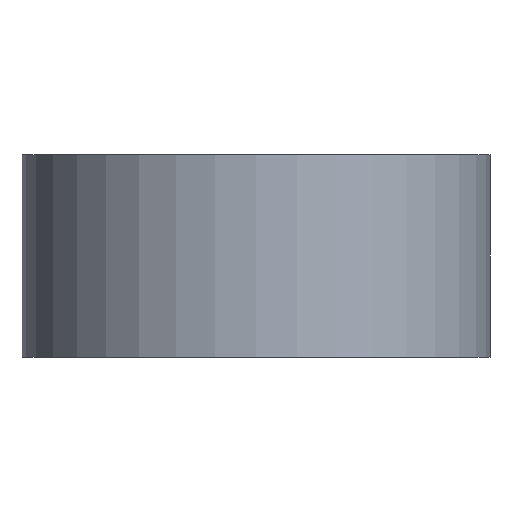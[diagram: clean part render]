
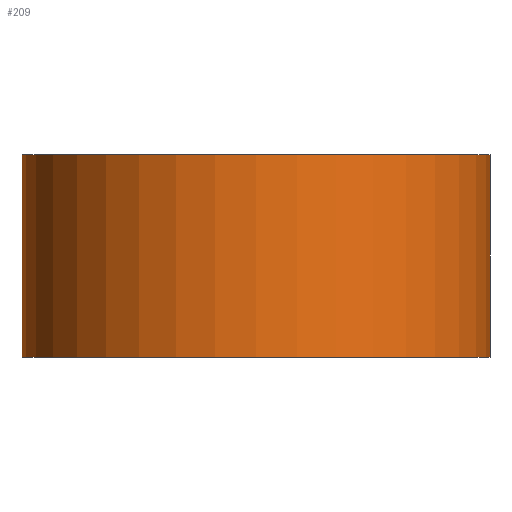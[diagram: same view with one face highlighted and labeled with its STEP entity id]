
A CAD part, front view. The second image highlights one B-rep face of the part: STEP entity #209.
In plain terms, the highlighted cylindrical face has radius 15 mm (diameter 30 mm), a partial arc.
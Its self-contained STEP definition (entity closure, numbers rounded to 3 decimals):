
#8 = VERTEX_POINT ( 'NONE', #173 ) ;
#10 = DIRECTION ( 'NONE',  ( 0., 0., -1. ) ) ;
#12 = FACE_OUTER_BOUND ( 'NONE', #107, .T. ) ;
#18 = LINE ( 'NONE', #132, #119 ) ;
#19 = CARTESIAN_POINT ( 'NONE',  ( -15., 0., 13. ) ) ;
#22 = VERTEX_POINT ( 'NONE', #140 ) ;
#26 = VECTOR ( 'NONE', #10, 1000. ) ;
#35 = DIRECTION ( 'NONE',  ( 1., 0., 0. ) ) ;
#36 = EDGE_CURVE ( 'NONE', #8, #121, #156, .T. ) ;
#37 = VERTEX_POINT ( 'NONE', #70 ) ;
#47 = CARTESIAN_POINT ( 'NONE',  ( 0., 0., 0. ) ) ;
#66 = CARTESIAN_POINT ( 'NONE',  ( -15., 0., 0. ) ) ;
#70 = CARTESIAN_POINT ( 'NONE',  ( 15., 0., 13. ) ) ;
#76 = DIRECTION ( 'NONE',  ( 0., 0., -1. ) ) ;
#77 = AXIS2_PLACEMENT_3D ( 'NONE', #197, #164, #150 ) ;
#78 = CYLINDRICAL_SURFACE ( 'NONE', #77, 15. ) ;
#84 = EDGE_CURVE ( 'NONE', #8, #37, #95, .T. ) ;
#95 = CIRCLE ( 'NONE', #193, 15. ) ;
#101 = ORIENTED_EDGE ( 'NONE', *, *, #36, .T. ) ;
#107 = EDGE_LOOP ( 'NONE', ( #200, #114, #101, #167 ) ) ;
#114 = ORIENTED_EDGE ( 'NONE', *, *, #84, .F. ) ;
#117 = DIRECTION ( 'NONE',  ( 0., 0., 1. ) ) ;
#119 = VECTOR ( 'NONE', #76, 1000. ) ;
#121 = VERTEX_POINT ( 'NONE', #66 ) ;
#125 = DIRECTION ( 'NONE',  ( 1., 0., 0. ) ) ;
#132 = CARTESIAN_POINT ( 'NONE',  ( 15., 0., 13. ) ) ;
#140 = CARTESIAN_POINT ( 'NONE',  ( 15., 0., 0. ) ) ;
#149 = EDGE_CURVE ( 'NONE', #37, #22, #18, .T. ) ;
#150 = DIRECTION ( 'NONE',  ( -1., 0., 0. ) ) ;
#156 = LINE ( 'NONE', #19, #26 ) ;
#162 = DIRECTION ( 'NONE',  ( 0., 0., 1. ) ) ;
#164 = DIRECTION ( 'NONE',  ( 0., 0., -1. ) ) ;
#167 = ORIENTED_EDGE ( 'NONE', *, *, #213, .T. ) ;
#173 = CARTESIAN_POINT ( 'NONE',  ( -15., 0., 13. ) ) ;
#190 = CIRCLE ( 'NONE', #208, 15. ) ;
#193 = AXIS2_PLACEMENT_3D ( 'NONE', #206, #117, #35 ) ;
#197 = CARTESIAN_POINT ( 'NONE',  ( 0., 0., 13. ) ) ;
#200 = ORIENTED_EDGE ( 'NONE', *, *, #149, .F. ) ;
#206 = CARTESIAN_POINT ( 'NONE',  ( 0., 0., 13. ) ) ;
#208 = AXIS2_PLACEMENT_3D ( 'NONE', #47, #162, #125 ) ;
#209 = ADVANCED_FACE ( 'NONE', ( #12 ), #78, .T. ) ;
#213 = EDGE_CURVE ( 'NONE', #121, #22, #190, .T. ) ;
